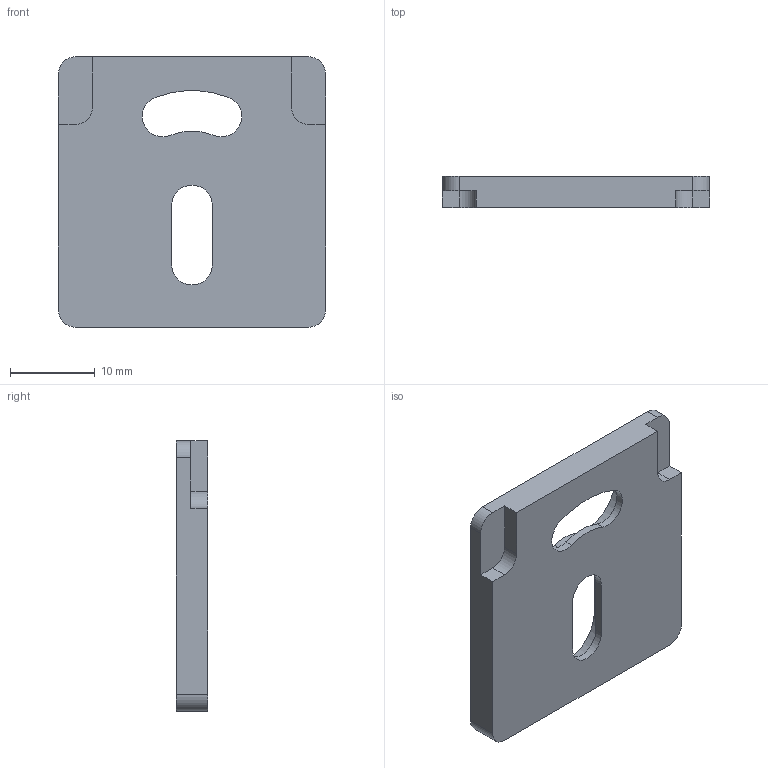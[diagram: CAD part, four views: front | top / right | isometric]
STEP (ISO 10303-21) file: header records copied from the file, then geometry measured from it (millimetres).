
FILE_DESCRIPTION(('FreeCAD Model'),'2;1');
FILE_NAME('Open CASCADE Shape Model','2024-02-11T21:26:31',(''),(''), 'Open CASCADE STEP processor 7.6','FreeCAD','Unknown');
FILE_SCHEMA(('AUTOMOTIVE_DESIGN { 1 0 10303 214 1 1 1 1 }'));
Length unit declared in the file: millimetre
Products named in the file (2): wall_clip_screw; Body003
Assembly tree (1 placements, depth 2):
  wall_clip_screw
    Body003
Bounding box: 31.6 x 3.7 x 32 mm (x, y, z)
Volume: 2707.4 mm3; surface area: 2568.7 mm2
Topology: 1 solids, 1 shells, 36 faces, 96 edges, 64 vertices
Faces by surface type: plane 18, cylinder 18
Entity records: 2483 total; most frequent: CARTESIAN_POINT 492, DIRECTION 383, LINE 216, VECTOR 216, ORIENTED_EDGE 192, PCURVE 192, DEFINITIONAL_REPRESENTATION 192, EDGE_CURVE 96
